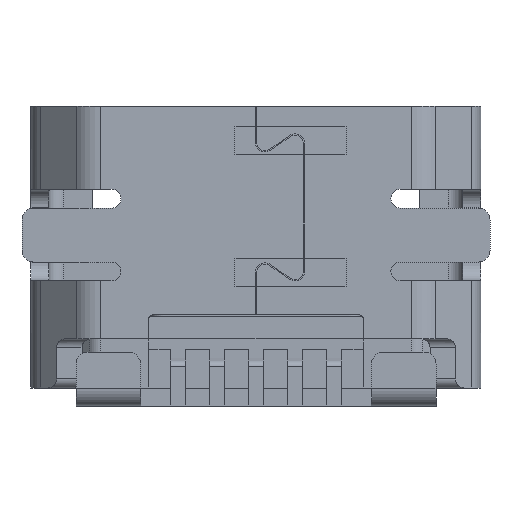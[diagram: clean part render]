
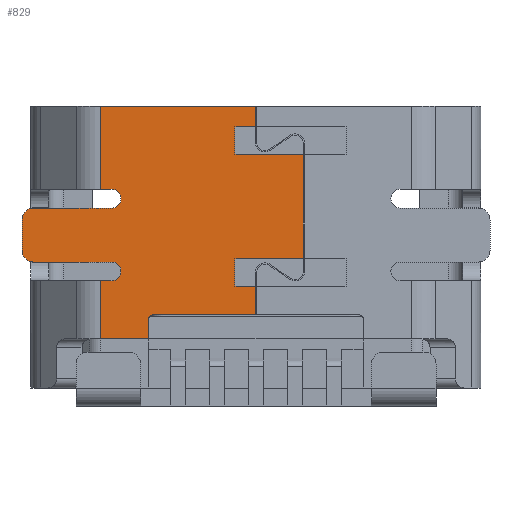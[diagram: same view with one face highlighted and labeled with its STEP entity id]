
A CAD part, front view. The second image highlights one B-rep face of the part: STEP entity #829.
In plain terms, the highlighted planar face has unit normal (0, -1, 0).
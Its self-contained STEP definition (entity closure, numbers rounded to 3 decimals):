
#153 = VERTEX_POINT('',#154);
#154 = CARTESIAN_POINT('',(-0.01,-1.225,2.35));
#160 = EDGE_CURVE('',#161,#153,#163,.T.);
#161 = VERTEX_POINT('',#162);
#162 = CARTESIAN_POINT('',(-2.596,-1.225,2.35));
#163 = LINE('',#164,#165);
#164 = CARTESIAN_POINT('',(-2.596,-1.225,2.35));
#165 = VECTOR('',#166,1.);
#166 = DIRECTION('',(1.,0.,0.));
#778 = EDGE_CURVE('',#779,#781,#783,.T.);
#779 = VERTEX_POINT('',#780);
#780 = CARTESIAN_POINT('',(-0.35,-1.225,-0.65));
#781 = VERTEX_POINT('',#782);
#782 = CARTESIAN_POINT('',(-0.01,-1.225,-0.65));
#783 = LINE('',#784,#785);
#784 = CARTESIAN_POINT('',(-0.35,-1.225,-0.65));
#785 = VECTOR('',#786,1.);
#786 = DIRECTION('',(1.,0.,0.));
#829 = ADVANCED_FACE('',(#830),#1053,.T.);
#830 = FACE_BOUND('',#831,.F.);
#831 = EDGE_LOOP('',(#832,#842,#850,#858,#866,#872,#873,#881,#889,#898,
    #906,#914,#922,#930,#939,#947,#956,#964,#973,#981,#990,#998,#1007,
    #1015,#1024,#1032,#1038,#1039,#1047));
#832 = ORIENTED_EDGE('',*,*,#833,.T.);
#833 = EDGE_CURVE('',#834,#836,#838,.T.);
#834 = VERTEX_POINT('',#835);
#835 = CARTESIAN_POINT('',(-0.35,-1.225,2.));
#836 = VERTEX_POINT('',#837);
#837 = CARTESIAN_POINT('',(-0.35,-1.225,1.55));
#838 = LINE('',#839,#840);
#839 = CARTESIAN_POINT('',(-0.35,-1.225,2.));
#840 = VECTOR('',#841,1.);
#841 = DIRECTION('',(0.,0.,-1.));
#842 = ORIENTED_EDGE('',*,*,#843,.T.);
#843 = EDGE_CURVE('',#836,#844,#846,.T.);
#844 = VERTEX_POINT('',#845);
#845 = CARTESIAN_POINT('',(0.79,-1.225,1.55));
#846 = LINE('',#847,#848);
#847 = CARTESIAN_POINT('',(-0.35,-1.225,1.55));
#848 = VECTOR('',#849,1.);
#849 = DIRECTION('',(1.,0.,0.));
#850 = ORIENTED_EDGE('',*,*,#851,.T.);
#851 = EDGE_CURVE('',#844,#852,#854,.T.);
#852 = VERTEX_POINT('',#853);
#853 = CARTESIAN_POINT('',(0.79,-1.225,-0.2));
#854 = LINE('',#855,#856);
#855 = CARTESIAN_POINT('',(0.79,-1.225,1.55));
#856 = VECTOR('',#857,1.);
#857 = DIRECTION('',(0.,0.,-1.));
#858 = ORIENTED_EDGE('',*,*,#859,.T.);
#859 = EDGE_CURVE('',#852,#860,#862,.T.);
#860 = VERTEX_POINT('',#861);
#861 = CARTESIAN_POINT('',(-0.35,-1.225,-0.2));
#862 = LINE('',#863,#864);
#863 = CARTESIAN_POINT('',(0.79,-1.225,-0.2));
#864 = VECTOR('',#865,1.);
#865 = DIRECTION('',(-1.,0.,0.));
#866 = ORIENTED_EDGE('',*,*,#867,.T.);
#867 = EDGE_CURVE('',#860,#779,#868,.T.);
#868 = LINE('',#869,#870);
#869 = CARTESIAN_POINT('',(-0.35,-1.225,-0.2));
#870 = VECTOR('',#871,1.);
#871 = DIRECTION('',(0.,0.,-1.));
#872 = ORIENTED_EDGE('',*,*,#778,.T.);
#873 = ORIENTED_EDGE('',*,*,#874,.T.);
#874 = EDGE_CURVE('',#781,#875,#877,.T.);
#875 = VERTEX_POINT('',#876);
#876 = CARTESIAN_POINT('',(-0.01,-1.225,-1.13));
#877 = LINE('',#878,#879);
#878 = CARTESIAN_POINT('',(-0.01,-1.225,-0.65));
#879 = VECTOR('',#880,1.);
#880 = DIRECTION('',(0.,0.,-1.));
#881 = ORIENTED_EDGE('',*,*,#882,.T.);
#882 = EDGE_CURVE('',#875,#883,#885,.T.);
#883 = VERTEX_POINT('',#884);
#884 = CARTESIAN_POINT('',(-1.71,-1.225,-1.13));
#885 = LINE('',#886,#887);
#886 = CARTESIAN_POINT('',(-0.01,-1.225,-1.13));
#887 = VECTOR('',#888,1.);
#888 = DIRECTION('',(-1.,0.,0.));
#889 = ORIENTED_EDGE('',*,*,#890,.T.);
#890 = EDGE_CURVE('',#883,#891,#893,.T.);
#891 = VERTEX_POINT('',#892);
#892 = CARTESIAN_POINT('',(-1.79,-1.225,-1.21));
#893 = CIRCLE('',#894,0.08);
#894 = AXIS2_PLACEMENT_3D('',#895,#896,#897);
#895 = CARTESIAN_POINT('',(-1.71,-1.225,-1.21));
#896 = DIRECTION('',(0.,-1.,0.));
#897 = DIRECTION('',(0.,0.,1.));
#898 = ORIENTED_EDGE('',*,*,#899,.F.);
#899 = EDGE_CURVE('',#900,#891,#902,.T.);
#900 = VERTEX_POINT('',#901);
#901 = CARTESIAN_POINT('',(-1.79,-1.225,-1.53));
#902 = LINE('',#903,#904);
#903 = CARTESIAN_POINT('',(-1.79,-1.225,-1.53));
#904 = VECTOR('',#905,1.);
#905 = DIRECTION('',(0.,0.,1.));
#906 = ORIENTED_EDGE('',*,*,#907,.F.);
#907 = EDGE_CURVE('',#908,#900,#910,.T.);
#908 = VERTEX_POINT('',#909);
#909 = CARTESIAN_POINT('',(-2.596,-1.225,-1.53));
#910 = LINE('',#911,#912);
#911 = CARTESIAN_POINT('',(-2.596,-1.225,-1.53));
#912 = VECTOR('',#913,1.);
#913 = DIRECTION('',(1.,0.,0.));
#914 = ORIENTED_EDGE('',*,*,#915,.T.);
#915 = EDGE_CURVE('',#908,#916,#918,.T.);
#916 = VERTEX_POINT('',#917);
#917 = CARTESIAN_POINT('',(-2.596,-1.225,-0.56));
#918 = LINE('',#919,#920);
#919 = CARTESIAN_POINT('',(-2.596,-1.225,-1.53));
#920 = VECTOR('',#921,1.);
#921 = DIRECTION('',(0.,0.,1.));
#922 = ORIENTED_EDGE('',*,*,#923,.T.);
#923 = EDGE_CURVE('',#916,#924,#926,.T.);
#924 = VERTEX_POINT('',#925);
#925 = CARTESIAN_POINT('',(-2.4,-1.225,-0.56));
#926 = LINE('',#927,#928);
#927 = CARTESIAN_POINT('',(-2.596,-1.225,-0.56));
#928 = VECTOR('',#929,1.);
#929 = DIRECTION('',(1.,0.,0.));
#930 = ORIENTED_EDGE('',*,*,#931,.T.);
#931 = EDGE_CURVE('',#924,#932,#934,.T.);
#932 = VERTEX_POINT('',#933);
#933 = CARTESIAN_POINT('',(-2.25,-1.225,-0.41));
#934 = CIRCLE('',#935,0.15);
#935 = AXIS2_PLACEMENT_3D('',#936,#937,#938);
#936 = CARTESIAN_POINT('',(-2.4,-1.225,-0.41));
#937 = DIRECTION('',(0.,-1.,0.));
#938 = DIRECTION('',(0.,0.,-1.));
#939 = ORIENTED_EDGE('',*,*,#940,.T.);
#940 = EDGE_CURVE('',#932,#941,#943,.T.);
#941 = VERTEX_POINT('',#942);
#942 = CARTESIAN_POINT('',(-2.25,-1.225,-0.4));
#943 = LINE('',#944,#945);
#944 = CARTESIAN_POINT('',(-2.25,-1.225,-0.41));
#945 = VECTOR('',#946,1.);
#946 = DIRECTION('',(0.,0.,1.));
#947 = ORIENTED_EDGE('',*,*,#948,.F.);
#948 = EDGE_CURVE('',#949,#941,#951,.T.);
#949 = VERTEX_POINT('',#950);
#950 = CARTESIAN_POINT('',(-2.4,-1.225,-0.25));
#951 = CIRCLE('',#952,0.15);
#952 = AXIS2_PLACEMENT_3D('',#953,#954,#955);
#953 = CARTESIAN_POINT('',(-2.4,-1.225,-0.4));
#954 = DIRECTION('',(0.,1.,0.));
#955 = DIRECTION('',(0.,0.,1.));
#956 = ORIENTED_EDGE('',*,*,#957,.F.);
#957 = EDGE_CURVE('',#958,#949,#960,.T.);
#958 = VERTEX_POINT('',#959);
#959 = CARTESIAN_POINT('',(-3.7,-1.225,-0.25));
#960 = LINE('',#961,#962);
#961 = CARTESIAN_POINT('',(-3.7,-1.225,-0.25));
#962 = VECTOR('',#963,1.);
#963 = DIRECTION('',(1.,0.,0.));
#964 = ORIENTED_EDGE('',*,*,#965,.F.);
#965 = EDGE_CURVE('',#966,#958,#968,.T.);
#966 = VERTEX_POINT('',#967);
#967 = CARTESIAN_POINT('',(-3.9,-1.225,-0.05));
#968 = CIRCLE('',#969,0.2);
#969 = AXIS2_PLACEMENT_3D('',#970,#971,#972);
#970 = CARTESIAN_POINT('',(-3.7,-1.225,-0.05));
#971 = DIRECTION('',(0.,-1.,0.));
#972 = DIRECTION('',(-1.,0.,0.));
#973 = ORIENTED_EDGE('',*,*,#974,.F.);
#974 = EDGE_CURVE('',#975,#966,#977,.T.);
#975 = VERTEX_POINT('',#976);
#976 = CARTESIAN_POINT('',(-3.9,-1.225,0.45));
#977 = LINE('',#978,#979);
#978 = CARTESIAN_POINT('',(-3.9,-1.225,0.45));
#979 = VECTOR('',#980,1.);
#980 = DIRECTION('',(0.,0.,-1.));
#981 = ORIENTED_EDGE('',*,*,#982,.F.);
#982 = EDGE_CURVE('',#983,#975,#985,.T.);
#983 = VERTEX_POINT('',#984);
#984 = CARTESIAN_POINT('',(-3.7,-1.225,0.65));
#985 = CIRCLE('',#986,0.2);
#986 = AXIS2_PLACEMENT_3D('',#987,#988,#989);
#987 = CARTESIAN_POINT('',(-3.7,-1.225,0.45));
#988 = DIRECTION('',(0.,-1.,0.));
#989 = DIRECTION('',(0.,0.,1.));
#990 = ORIENTED_EDGE('',*,*,#991,.F.);
#991 = EDGE_CURVE('',#992,#983,#994,.T.);
#992 = VERTEX_POINT('',#993);
#993 = CARTESIAN_POINT('',(-2.4,-1.225,0.65));
#994 = LINE('',#995,#996);
#995 = CARTESIAN_POINT('',(-2.4,-1.225,0.65));
#996 = VECTOR('',#997,1.);
#997 = DIRECTION('',(-1.,0.,0.));
#998 = ORIENTED_EDGE('',*,*,#999,.F.);
#999 = EDGE_CURVE('',#1000,#992,#1002,.T.);
#1000 = VERTEX_POINT('',#1001);
#1001 = CARTESIAN_POINT('',(-2.25,-1.225,0.8));
#1002 = CIRCLE('',#1003,0.15);
#1003 = AXIS2_PLACEMENT_3D('',#1004,#1005,#1006);
#1004 = CARTESIAN_POINT('',(-2.4,-1.225,0.8));
#1005 = DIRECTION('',(0.,1.,0.));
#1006 = DIRECTION('',(1.,0.,0.));
#1007 = ORIENTED_EDGE('',*,*,#1008,.T.);
#1008 = EDGE_CURVE('',#1000,#1009,#1011,.T.);
#1009 = VERTEX_POINT('',#1010);
#1010 = CARTESIAN_POINT('',(-2.25,-1.225,0.81));
#1011 = LINE('',#1012,#1013);
#1012 = CARTESIAN_POINT('',(-2.25,-1.225,0.8));
#1013 = VECTOR('',#1014,1.);
#1014 = DIRECTION('',(0.,0.,1.));
#1015 = ORIENTED_EDGE('',*,*,#1016,.T.);
#1016 = EDGE_CURVE('',#1009,#1017,#1019,.T.);
#1017 = VERTEX_POINT('',#1018);
#1018 = CARTESIAN_POINT('',(-2.4,-1.225,0.96));
#1019 = CIRCLE('',#1020,0.15);
#1020 = AXIS2_PLACEMENT_3D('',#1021,#1022,#1023);
#1021 = CARTESIAN_POINT('',(-2.4,-1.225,0.81));
#1022 = DIRECTION('',(0.,-1.,0.));
#1023 = DIRECTION('',(1.,0.,0.));
#1024 = ORIENTED_EDGE('',*,*,#1025,.F.);
#1025 = EDGE_CURVE('',#1026,#1017,#1028,.T.);
#1026 = VERTEX_POINT('',#1027);
#1027 = CARTESIAN_POINT('',(-2.596,-1.225,0.96));
#1028 = LINE('',#1029,#1030);
#1029 = CARTESIAN_POINT('',(-2.596,-1.225,0.96));
#1030 = VECTOR('',#1031,1.);
#1031 = DIRECTION('',(1.,0.,0.));
#1032 = ORIENTED_EDGE('',*,*,#1033,.T.);
#1033 = EDGE_CURVE('',#1026,#161,#1034,.T.);
#1034 = LINE('',#1035,#1036);
#1035 = CARTESIAN_POINT('',(-2.596,-1.225,0.96));
#1036 = VECTOR('',#1037,1.);
#1037 = DIRECTION('',(0.,0.,1.));
#1038 = ORIENTED_EDGE('',*,*,#160,.T.);
#1039 = ORIENTED_EDGE('',*,*,#1040,.T.);
#1040 = EDGE_CURVE('',#153,#1041,#1043,.T.);
#1041 = VERTEX_POINT('',#1042);
#1042 = CARTESIAN_POINT('',(-0.01,-1.225,2.));
#1043 = LINE('',#1044,#1045);
#1044 = CARTESIAN_POINT('',(-0.01,-1.225,2.35));
#1045 = VECTOR('',#1046,1.);
#1046 = DIRECTION('',(0.,0.,-1.));
#1047 = ORIENTED_EDGE('',*,*,#1048,.T.);
#1048 = EDGE_CURVE('',#1041,#834,#1049,.T.);
#1049 = LINE('',#1050,#1051);
#1050 = CARTESIAN_POINT('',(-0.01,-1.225,2.));
#1051 = VECTOR('',#1052,1.);
#1052 = DIRECTION('',(-1.,0.,0.));
#1053 = PLANE('',#1054);
#1054 = AXIS2_PLACEMENT_3D('',#1055,#1056,#1057);
#1055 = CARTESIAN_POINT('',(-2.596,-1.225,-2.35));
#1056 = DIRECTION('',(0.,-1.,0.));
#1057 = DIRECTION('',(1.,0.,0.));
